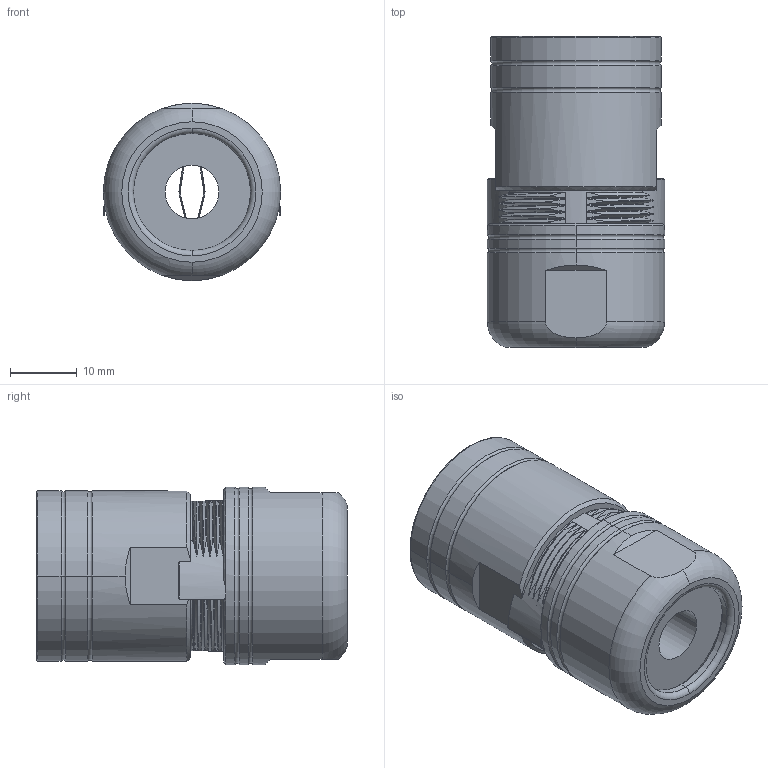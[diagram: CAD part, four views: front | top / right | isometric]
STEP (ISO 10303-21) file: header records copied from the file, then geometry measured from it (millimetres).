
FILE_DESCRIPTION((''),'2;1');
FILE_NAME('MA6CG-S1_ASM','2019-07-03T',('Blink.Zhou'),(''),'PRO/ENGINEER BY PARAMETRIC TECHNOLOGY CORPORATION, 2012230','PRO/ENGINEER BY PARAMETRIC TECHNOLOGY CORPORATION, 2012230','');
FILE_SCHEMA(('CONFIG_CONTROL_DESIGN'));
Length unit declared in the file: millimetre
Products named in the file (1): MA6CG-S1_ASM
Bounding box: 26.5 x 46.5 x 26.5 mm (x, y, z)
Volume: 9543 mm3; surface area: 13394.4 mm2
Topology: 1 solids, 1 shells, 754 faces, 2173 edges, 1371 vertices
Faces by surface type: plane 290, cylinder 191, bspline 118, torus 86, cone 69
Entity records: 38331 total; most frequent: CARTESIAN_POINT 20113, ORIENTED_EDGE 4346, DIRECTION 3104, EDGE_CURVE 2173, VERTEX_POINT 1371, AXIS2_PLACEMENT_3D 1199, B_SPLINE_CURVE_WITH_KNOTS 904, EDGE_LOOP 800
